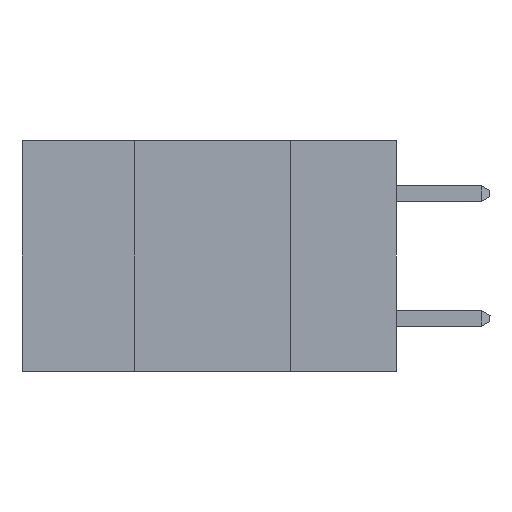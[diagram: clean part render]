
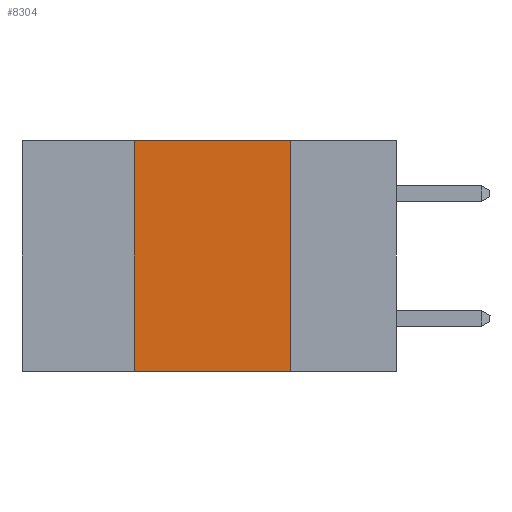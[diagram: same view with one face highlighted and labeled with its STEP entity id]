
A CAD part, left-side view. The second image highlights one B-rep face of the part: STEP entity #8304.
In plain terms, the highlighted planar face has unit normal (-1, 0, 0).
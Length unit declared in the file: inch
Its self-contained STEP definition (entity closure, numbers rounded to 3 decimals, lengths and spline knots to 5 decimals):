
#168 = VERTEX_POINT ( 'NONE', #12064 ) ;
#1386 = FACE_OUTER_BOUND ( 'NONE', #12702, .T. ) ;
#2839 = PLANE ( 'NONE',  #4751 ) ;
#2884 = EDGE_CURVE ( 'NONE', #168, #12976, #13565, .T. ) ;
#3508 = DIRECTION ( 'NONE',  ( 0., 0., -1. ) ) ;
#3881 = ORIENTED_EDGE ( 'NONE', *, *, #4914, .F. ) ;
#3895 = EDGE_CURVE ( 'NONE', #168, #16423, #8643, .T. ) ;
#3900 = CARTESIAN_POINT ( 'NONE',  ( 0., 0.6, -0.37 ) ) ;
#4122 = VERTEX_POINT ( 'NONE', #12040 ) ;
#4349 = DIRECTION ( 'NONE',  ( 0., 0., -1. ) ) ;
#4751 = AXIS2_PLACEMENT_3D ( 'NONE', #11590, #13118, #4349 ) ;
#4914 = EDGE_CURVE ( 'NONE', #16423, #4122, #13955, .T. ) ;
#5857 = VECTOR ( 'NONE', #12617, 39.37008 ) ;
#5936 = EDGE_CURVE ( 'NONE', #4122, #12976, #11653, .T. ) ;
#6121 = ORIENTED_EDGE ( 'NONE', *, *, #3895, .F. ) ;
#6751 = VECTOR ( 'NONE', #15766, 39.37008 ) ;
#7587 = ORIENTED_EDGE ( 'NONE', *, *, #2884, .T. ) ;
#8304 = ADVANCED_FACE ( 'NONE', ( #1386 ), #2839, .F. ) ;
#8643 = LINE ( 'NONE', #16785, #15772 ) ;
#8715 = DIRECTION ( 'NONE',  ( 0., 0., 1. ) ) ;
#11590 = CARTESIAN_POINT ( 'NONE',  ( 0., 0.6, 0. ) ) ;
#11653 = LINE ( 'NONE', #12288, #15912 ) ;
#11931 = ORIENTED_EDGE ( 'NONE', *, *, #5936, .F. ) ;
#12040 = CARTESIAN_POINT ( 'NONE',  ( 0., 0.17, 0. ) ) ;
#12064 = CARTESIAN_POINT ( 'NONE',  ( 0., 0.42, -0.37 ) ) ;
#12288 = CARTESIAN_POINT ( 'NONE',  ( 0., 0.17, -0.37 ) ) ;
#12617 = DIRECTION ( 'NONE',  ( 0., -1., 0. ) ) ;
#12702 = EDGE_LOOP ( 'NONE', ( #11931, #3881, #6121, #7587 ) ) ;
#12973 = CARTESIAN_POINT ( 'NONE',  ( 0., 0.42, 0. ) ) ;
#12976 = VERTEX_POINT ( 'NONE', #13448 ) ;
#13118 = DIRECTION ( 'NONE',  ( 1., 0., 0. ) ) ;
#13448 = CARTESIAN_POINT ( 'NONE',  ( 0., 0.17, -0.37 ) ) ;
#13565 = LINE ( 'NONE', #3900, #5857 ) ;
#13955 = LINE ( 'NONE', #15923, #6751 ) ;
#15766 = DIRECTION ( 'NONE',  ( 0., -1., 0. ) ) ;
#15772 = VECTOR ( 'NONE', #8715, 39.37008 ) ;
#15912 = VECTOR ( 'NONE', #3508, 39.37008 ) ;
#15923 = CARTESIAN_POINT ( 'NONE',  ( 0., 0.6, 0. ) ) ;
#16423 = VERTEX_POINT ( 'NONE', #12973 ) ;
#16785 = CARTESIAN_POINT ( 'NONE',  ( 0., 0.42, -0.37 ) ) ;
